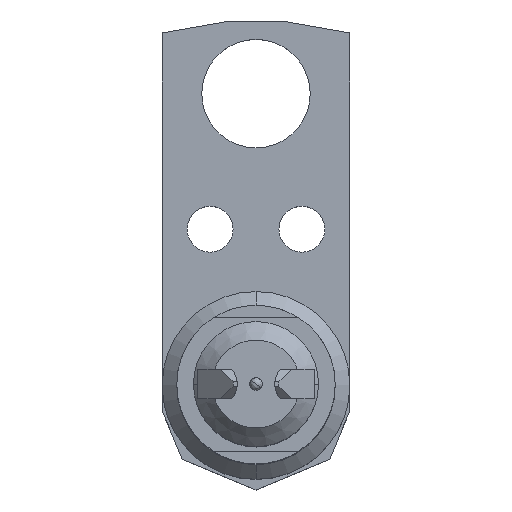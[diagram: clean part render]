
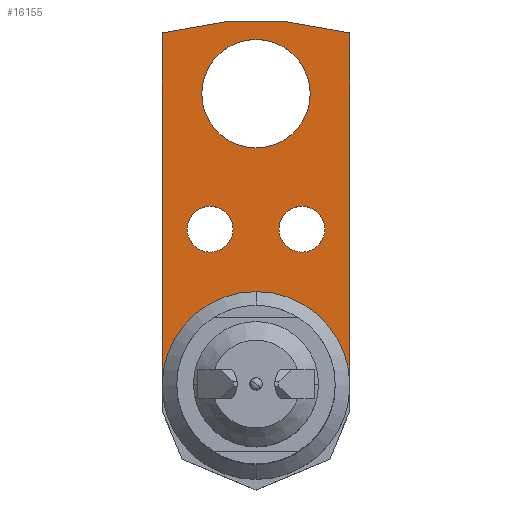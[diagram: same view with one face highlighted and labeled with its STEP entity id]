
A CAD part, top view. The second image highlights one B-rep face of the part: STEP entity #16155.
In plain terms, the highlighted planar face has unit normal (0, 0, 1).
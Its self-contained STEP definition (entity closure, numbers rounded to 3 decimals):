
#13 = VERTEX_POINT ( 'NONE', #233 ) ;
#139 = DIRECTION ( 'NONE',  ( 0., 0., 1. ) ) ;
#185 = CARTESIAN_POINT ( 'NONE',  ( -2.25, 0., -17.7 ) ) ;
#233 = CARTESIAN_POINT ( 'NONE',  ( 0., 2.25, -17.7 ) ) ;
#397 = AXIS2_PLACEMENT_3D ( 'NONE', #5665, #15325, #7021 ) ;
#408 = FACE_BOUND ( 'NONE', #8711, .T. ) ;
#475 = CARTESIAN_POINT ( 'NONE',  ( 0., 0., -17.7 ) ) ;
#732 = AXIS2_PLACEMENT_3D ( 'NONE', #16611, #8296, #17986 ) ;
#738 = ORIENTED_EDGE ( 'NONE', *, *, #13477, .F. ) ;
#832 = FACE_OUTER_BOUND ( 'NONE', #15953, .T. ) ;
#1282 = VERTEX_POINT ( 'NONE', #1669 ) ;
#1450 = CARTESIAN_POINT ( 'NONE',  ( -1.1, 4.3, -17.7 ) ) ;
#1669 = CARTESIAN_POINT ( 'NONE',  ( 2.25, 8.456, -17.7 ) ) ;
#1879 = DIRECTION ( 'NONE',  ( 0., -1., 0. ) ) ;
#1966 = VERTEX_POINT ( 'NONE', #185 ) ;
#2009 = ORIENTED_EDGE ( 'NONE', *, *, #5248, .F. ) ;
#2338 = AXIS2_PLACEMENT_3D ( 'NONE', #13120, #4816, #14498 ) ;
#2643 = CIRCLE ( 'NONE', #7367, 0.55 ) ;
#2903 = EDGE_CURVE ( 'NONE', #10390, #13485, #2643, .T. ) ;
#3229 = CIRCLE ( 'NONE', #11088, 0.55 ) ;
#3252 = CARTESIAN_POINT ( 'NONE',  ( 0., 0., -17.7 ) ) ;
#3305 = CARTESIAN_POINT ( 'NONE',  ( 1.1, 3.2, -17.7 ) ) ;
#3669 = CARTESIAN_POINT ( 'NONE',  ( -1.1, 3.2, -17.7 ) ) ;
#4088 = FACE_BOUND ( 'NONE', #7826, .T. ) ;
#4159 = ORIENTED_EDGE ( 'NONE', *, *, #16601, .F. ) ;
#4204 = DIRECTION ( 'NONE',  ( 0., 0., 1. ) ) ;
#4397 = VERTEX_POINT ( 'NONE', #3669 ) ;
#4625 = ORIENTED_EDGE ( 'NONE', *, *, #9992, .F. ) ;
#4658 = DIRECTION ( 'NONE',  ( 0., -1., 0. ) ) ;
#4816 = DIRECTION ( 'NONE',  ( 0., 0., 1. ) ) ;
#5119 = VERTEX_POINT ( 'NONE', #1450 ) ;
#5248 = EDGE_CURVE ( 'NONE', #1282, #12525, #16564, .T. ) ;
#5269 = AXIS2_PLACEMENT_3D ( 'NONE', #475, #10184, #1879 ) ;
#5521 = VERTEX_POINT ( 'NONE', #9204 ) ;
#5665 = CARTESIAN_POINT ( 'NONE',  ( 0., 7., -17.7 ) ) ;
#5853 = DIRECTION ( 'NONE',  ( 0., 0., -1. ) ) ;
#5854 = VERTEX_POINT ( 'NONE', #6354 ) ;
#6354 = CARTESIAN_POINT ( 'NONE',  ( -2.25, 8.456, -17.7 ) ) ;
#6560 = CARTESIAN_POINT ( 'NONE',  ( 1.1, 3.75, -17.7 ) ) ;
#6768 = AXIS2_PLACEMENT_3D ( 'NONE', #3252, #12956, #4658 ) ;
#6844 = CARTESIAN_POINT ( 'NONE',  ( 1.1, 4.3, -17.7 ) ) ;
#7008 = AXIS2_PLACEMENT_3D ( 'NONE', #14151, #5853, #15530 ) ;
#7021 = DIRECTION ( 'NONE',  ( 0., -1., 0. ) ) ;
#7367 = AXIS2_PLACEMENT_3D ( 'NONE', #12649, #12609, #12583 ) ;
#7599 = CIRCLE ( 'NONE', #2338, 2.25 ) ;
#7619 = ORIENTED_EDGE ( 'NONE', *, *, #14163, .F. ) ;
#7708 = AXIS2_PLACEMENT_3D ( 'NONE', #12519, #4204, #13928 ) ;
#7826 = EDGE_LOOP ( 'NONE', ( #13074, #10245 ) ) ;
#7947 = DIRECTION ( 'NONE',  ( 0., -1., 0. ) ) ;
#7993 = CIRCLE ( 'NONE', #6768, 2.25 ) ;
#8296 = DIRECTION ( 'NONE',  ( 0., 0., 1. ) ) ;
#8399 = CIRCLE ( 'NONE', #732, 1.3 ) ;
#8427 = CARTESIAN_POINT ( 'NONE',  ( -1.1, 3.75, -17.7 ) ) ;
#8489 = ORIENTED_EDGE ( 'NONE', *, *, #15757, .F. ) ;
#8683 = CIRCLE ( 'NONE', #5269, 8.75 ) ;
#8711 = EDGE_LOOP ( 'NONE', ( #14788, #4159 ) ) ;
#8933 = LINE ( 'NONE', #16573, #15880 ) ;
#9204 = CARTESIAN_POINT ( 'NONE',  ( 0., 8.3, -17.7 ) ) ;
#9209 = CARTESIAN_POINT ( 'NONE',  ( 2.25, 0., -17.7 ) ) ;
#9715 = CARTESIAN_POINT ( 'NONE',  ( 0., 5.7, -17.7 ) ) ;
#9788 = EDGE_LOOP ( 'NONE', ( #4625, #11976 ) ) ;
#9845 = DIRECTION ( 'NONE',  ( 0., -1., 0. ) ) ;
#9992 = EDGE_CURVE ( 'NONE', #4397, #5119, #17116, .T. ) ;
#10075 = CARTESIAN_POINT ( 'NONE',  ( 2.25, -2.25, -17.7 ) ) ;
#10184 = DIRECTION ( 'NONE',  ( 0., 0., -1. ) ) ;
#10245 = ORIENTED_EDGE ( 'NONE', *, *, #10317, .F. ) ;
#10317 = EDGE_CURVE ( 'NONE', #13485, #10390, #3229, .T. ) ;
#10390 = VERTEX_POINT ( 'NONE', #3305 ) ;
#10550 = AXIS2_PLACEMENT_3D ( 'NONE', #8427, #139, #9845 ) ;
#11088 = AXIS2_PLACEMENT_3D ( 'NONE', #6560, #16270, #7947 ) ;
#11285 = PLANE ( 'NONE',  #7008 ) ;
#11976 = ORIENTED_EDGE ( 'NONE', *, *, #13579, .F. ) ;
#12519 = CARTESIAN_POINT ( 'NONE',  ( -1.1, 3.75, -17.7 ) ) ;
#12525 = VERTEX_POINT ( 'NONE', #9209 ) ;
#12583 = DIRECTION ( 'NONE',  ( 0., -1., 0. ) ) ;
#12609 = DIRECTION ( 'NONE',  ( 0., 0., 1. ) ) ;
#12649 = CARTESIAN_POINT ( 'NONE',  ( 1.1, 3.75, -17.7 ) ) ;
#12874 = DIRECTION ( 'NONE',  ( 0., -1., 0. ) ) ;
#12894 = VECTOR ( 'NONE', #12874, 1000. ) ;
#12956 = DIRECTION ( 'NONE',  ( 0., 0., 1. ) ) ;
#13074 = ORIENTED_EDGE ( 'NONE', *, *, #2903, .F. ) ;
#13120 = CARTESIAN_POINT ( 'NONE',  ( 0., 0., -17.7 ) ) ;
#13477 = EDGE_CURVE ( 'NONE', #1966, #5854, #8933, .T. ) ;
#13485 = VERTEX_POINT ( 'NONE', #6844 ) ;
#13528 = VERTEX_POINT ( 'NONE', #9715 ) ;
#13579 = EDGE_CURVE ( 'NONE', #5119, #4397, #14142, .T. ) ;
#13928 = DIRECTION ( 'NONE',  ( 0., -1., 0. ) ) ;
#14142 = CIRCLE ( 'NONE', #10550, 0.55 ) ;
#14151 = CARTESIAN_POINT ( 'NONE',  ( 0., -2.25, -17.7 ) ) ;
#14163 = EDGE_CURVE ( 'NONE', #5854, #1282, #8683, .T. ) ;
#14260 = CIRCLE ( 'NONE', #397, 1.3 ) ;
#14498 = DIRECTION ( 'NONE',  ( 0., -1., 0. ) ) ;
#14708 = EDGE_CURVE ( 'NONE', #13, #1966, #7599, .T. ) ;
#14720 = FACE_BOUND ( 'NONE', #9788, .T. ) ;
#14788 = ORIENTED_EDGE ( 'NONE', *, *, #16838, .F. ) ;
#15325 = DIRECTION ( 'NONE',  ( 0., 0., 1. ) ) ;
#15442 = ORIENTED_EDGE ( 'NONE', *, *, #14708, .F. ) ;
#15530 = DIRECTION ( 'NONE',  ( 0., 1., 0. ) ) ;
#15757 = EDGE_CURVE ( 'NONE', #12525, #13, #7993, .T. ) ;
#15880 = VECTOR ( 'NONE', #17943, 1000. ) ;
#15953 = EDGE_LOOP ( 'NONE', ( #7619, #738, #15442, #8489, #2009 ) ) ;
#16155 = ADVANCED_FACE ( 'NONE', ( #832, #4088, #408, #14720 ), #11285, .F. ) ;
#16270 = DIRECTION ( 'NONE',  ( 0., 0., 1. ) ) ;
#16564 = LINE ( 'NONE', #10075, #12894 ) ;
#16573 = CARTESIAN_POINT ( 'NONE',  ( -2.25, -2.25, -17.7 ) ) ;
#16601 = EDGE_CURVE ( 'NONE', #5521, #13528, #8399, .T. ) ;
#16611 = CARTESIAN_POINT ( 'NONE',  ( 0., 7., -17.7 ) ) ;
#16838 = EDGE_CURVE ( 'NONE', #13528, #5521, #14260, .T. ) ;
#17116 = CIRCLE ( 'NONE', #7708, 0.55 ) ;
#17943 = DIRECTION ( 'NONE',  ( 0., 1., 0. ) ) ;
#17986 = DIRECTION ( 'NONE',  ( 0., -1., 0. ) ) ;
